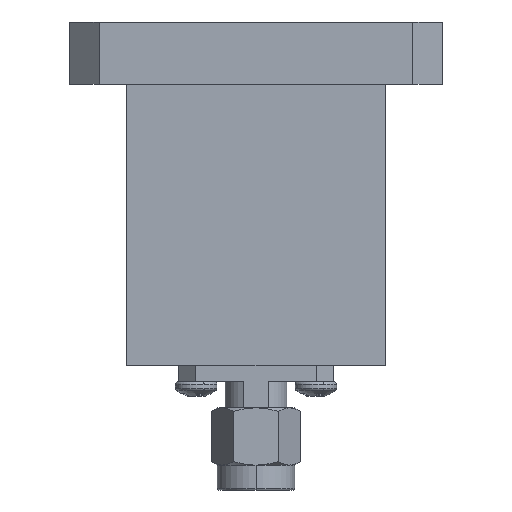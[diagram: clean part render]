
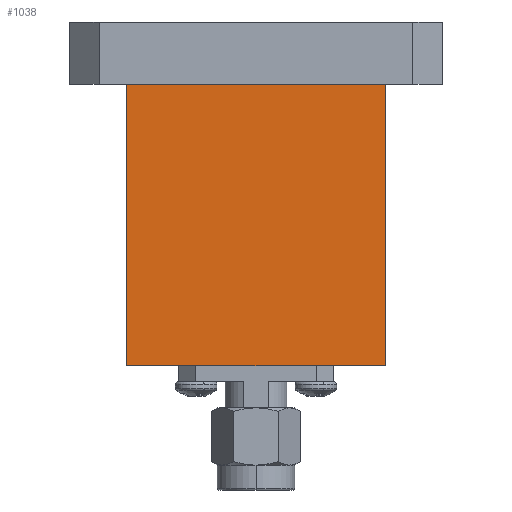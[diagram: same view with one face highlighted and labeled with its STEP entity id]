
A CAD part, front view. The second image highlights one B-rep face of the part: STEP entity #1038.
In plain terms, the highlighted planar face has unit normal (0, -1, 0).
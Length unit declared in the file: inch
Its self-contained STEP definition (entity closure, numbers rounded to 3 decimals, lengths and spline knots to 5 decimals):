
#90 = DIRECTION ( 'NONE',  ( 0., 0., 1. ) ) ;
#222 = EDGE_CURVE ( 'NONE', #2598, #2635, #4680, .T. ) ;
#250 = VERTEX_POINT ( 'NONE', #4222 ) ;
#350 = EDGE_CURVE ( 'NONE', #2635, #250, #3158, .T. ) ;
#470 = ORIENTED_EDGE ( 'NONE', *, *, #222, .F. ) ;
#533 = CARTESIAN_POINT ( 'NONE',  ( 0.52, -0.305, -3.96569 ) ) ;
#694 = VECTOR ( 'NONE', #3823, 39.37008 ) ;
#1038 = ADVANCED_FACE ( 'NONE', ( #3117 ), #1110, .F. ) ;
#1110 = PLANE ( 'NONE',  #2815 ) ;
#1652 = LINE ( 'NONE', #533, #4023 ) ;
#1831 = CARTESIAN_POINT ( 'NONE',  ( 0.52, -0.305, -1.38 ) ) ;
#2314 = DIRECTION ( 'NONE',  ( 0., 0., 1. ) ) ;
#2598 = VERTEX_POINT ( 'NONE', #3927 ) ;
#2635 = VERTEX_POINT ( 'NONE', #5033 ) ;
#2699 = ORIENTED_EDGE ( 'NONE', *, *, #3016, .T. ) ;
#2712 = LINE ( 'NONE', #4211, #694 ) ;
#2719 = VECTOR ( 'NONE', #90, 39.37008 ) ;
#2815 = AXIS2_PLACEMENT_3D ( 'NONE', #4251, #4663, #2314 ) ;
#2819 = CARTESIAN_POINT ( 'NONE',  ( -0.52, -0.305, -3.96569 ) ) ;
#3016 = EDGE_CURVE ( 'NONE', #3233, #250, #2712, .T. ) ;
#3117 = FACE_OUTER_BOUND ( 'NONE', #3936, .T. ) ;
#3158 = LINE ( 'NONE', #2819, #2719 ) ;
#3233 = VERTEX_POINT ( 'NONE', #4159 ) ;
#3399 = DIRECTION ( 'NONE',  ( -1., 0., 0. ) ) ;
#3463 = ORIENTED_EDGE ( 'NONE', *, *, #4774, .T. ) ;
#3519 = VECTOR ( 'NONE', #3399, 39.37008 ) ;
#3823 = DIRECTION ( 'NONE',  ( -1., 0., 0. ) ) ;
#3927 = CARTESIAN_POINT ( 'NONE',  ( 0.52, -0.305, -1.38 ) ) ;
#3936 = EDGE_LOOP ( 'NONE', ( #470, #3463, #2699, #5079 ) ) ;
#4023 = VECTOR ( 'NONE', #4082, 39.37008 ) ;
#4082 = DIRECTION ( 'NONE',  ( 0., 0., 1. ) ) ;
#4159 = CARTESIAN_POINT ( 'NONE',  ( 0.52, -0.305, -0.25 ) ) ;
#4211 = CARTESIAN_POINT ( 'NONE',  ( 0.52, -0.305, -0.25 ) ) ;
#4222 = CARTESIAN_POINT ( 'NONE',  ( -0.52, -0.305, -0.25 ) ) ;
#4251 = CARTESIAN_POINT ( 'NONE',  ( 0.52, -0.305, -3.96569 ) ) ;
#4663 = DIRECTION ( 'NONE',  ( 0., 1., 0. ) ) ;
#4680 = LINE ( 'NONE', #1831, #3519 ) ;
#4774 = EDGE_CURVE ( 'NONE', #2598, #3233, #1652, .T. ) ;
#5033 = CARTESIAN_POINT ( 'NONE',  ( -0.52, -0.305, -1.38 ) ) ;
#5079 = ORIENTED_EDGE ( 'NONE', *, *, #350, .F. ) ;
